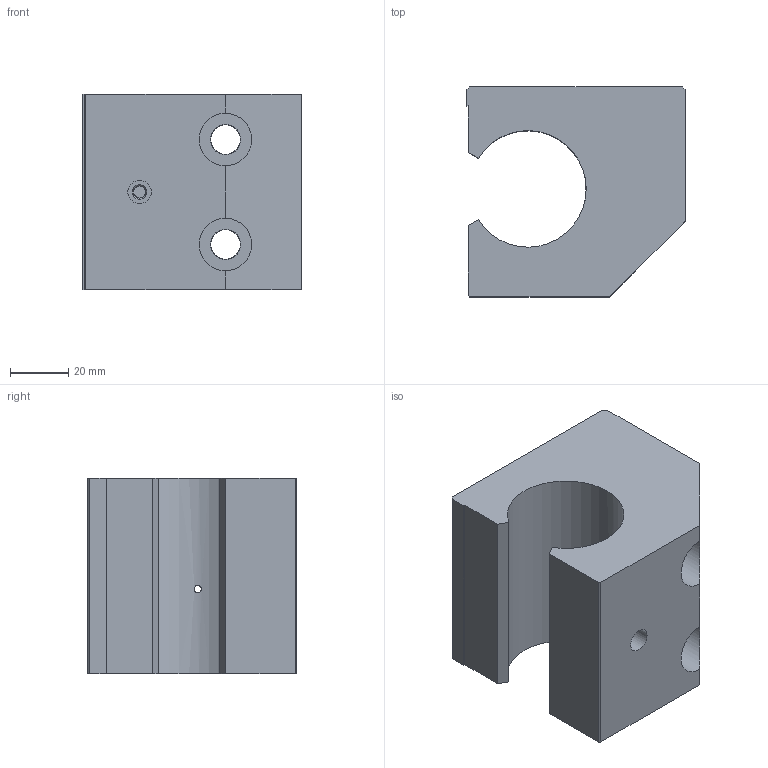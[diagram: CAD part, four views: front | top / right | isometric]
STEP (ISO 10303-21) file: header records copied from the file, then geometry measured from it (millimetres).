
FILE_DESCRIPTION( ( 'STEP AP214' ), '1' );
FILE_NAME( 'AGS-25_2_14a.stp', ' ', ( ' ' ), ( ' ' ), 'PSStep 15.0.47', 'PARTsolutions', ' ' );
FILE_SCHEMA( ( 'AUTOMOTIVE_DESIGN { 1 0 10303 214 1 1 1 1 }' ) );
Length unit declared in the file: millimetre
Products named in the file (1): HI_AGS-25
Bounding box: 75 x 72 x 67 mm (x, y, z)
Volume: 230210.2 mm3; surface area: 37654.9 mm2
Topology: 1 solids, 1 shells, 36 faces, 84 edges, 54 vertices
Faces by surface type: plane 21, cylinder 11, cone 4
Full cylindrical faces by diameter (mm): 2.5 x1, 4.134 x1, 6.647 x1, 8 x1, 10.106 x2, 10.3 x2, 18 x2
Entity records: 1364 total; most frequent: CARTESIAN_POINT 253, DIRECTION 168, ORIENTED_EDGE 140, EDGE_CURVE 70, AXIS2_PLACEMENT_3D 63, EDGE_LOOP 62, VERTEX_POINT 54, FACE_OUTER_BOUND 46
